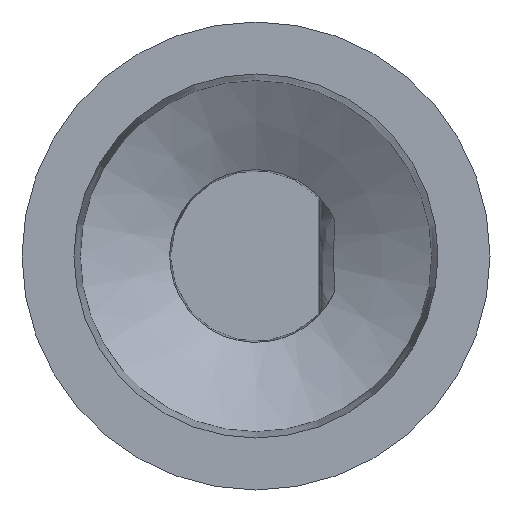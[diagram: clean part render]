
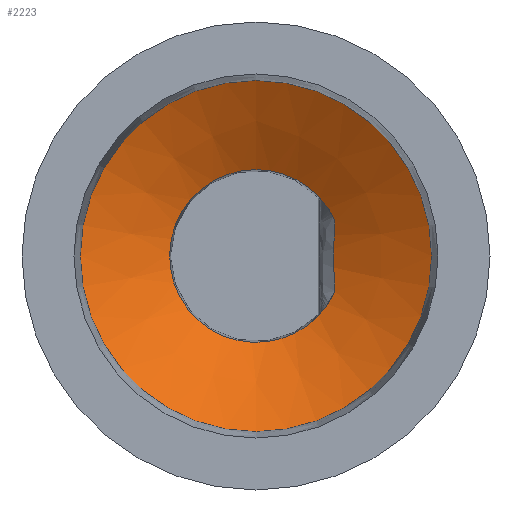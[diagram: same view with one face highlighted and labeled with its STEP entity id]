
A CAD part, front view. The second image highlights one B-rep face of the part: STEP entity #2223.
In plain terms, the highlighted conical face has half-angle 60 degrees and reference radius 4.536 mm.
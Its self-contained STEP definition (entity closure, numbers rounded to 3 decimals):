
#18=FACE_BOUND('',#510,.T.);
#47=CONICAL_SURFACE('',#2418,4.536,60.);
#124=B_SPLINE_CURVE_WITH_KNOTS('',3,(#4352,#4353,#4354,#4355,#4356),
 .UNSPECIFIED.,.F.,.F.,(4,1,4),(0.619,0.732,0.906),
 .UNSPECIFIED.);
#389=FACE_OUTER_BOUND('',#509,.T.);
#509=EDGE_LOOP('',(#1912));
#510=EDGE_LOOP('',(#1913,#1914));
#598=CIRCLE('',#2419,6.081);
#599=CIRCLE('',#2420,2.99);
#956=VERTEX_POINT('',#4338);
#957=VERTEX_POINT('',#4351);
#959=VERTEX_POINT('',#4383);
#1281=EDGE_CURVE('',#956,#957,#124,.T.);
#1284=EDGE_CURVE('',#959,#959,#598,.T.);
#1285=EDGE_CURVE('',#957,#956,#599,.T.);
#1912=ORIENTED_EDGE('',*,*,#1284,.T.);
#1913=ORIENTED_EDGE('',*,*,#1285,.F.);
#1914=ORIENTED_EDGE('',*,*,#1281,.F.);
#2223=ADVANCED_FACE('',(#389,#18),#47,.F.);
#2418=AXIS2_PLACEMENT_3D('',#4382,#2865,#2866);
#2419=AXIS2_PLACEMENT_3D('',#4384,#2867,#2868);
#2420=AXIS2_PLACEMENT_3D('',#4385,#2869,#2870);
#2865=DIRECTION('center_axis',(0.,-1.,0.));
#2866=DIRECTION('ref_axis',(0.,0.,1.));
#2867=DIRECTION('center_axis',(0.,-1.,0.));
#2868=DIRECTION('ref_axis',(1.,0.,0.));
#2869=DIRECTION('center_axis',(0.,-1.,0.));
#2870=DIRECTION('ref_axis',(0.,0.,1.));
#4338=CARTESIAN_POINT('',(-1.035,-3.269,-12.478));
#4351=CARTESIAN_POINT('',(-1.034,-3.272,-10.043));
#4352=CARTESIAN_POINT('Ctrl Pts',(-1.035,-3.269,-12.478));
#4353=CARTESIAN_POINT('Ctrl Pts',(-1.055,-3.182,-12.155));
#4354=CARTESIAN_POINT('Ctrl Pts',(-1.097,-3.029,-11.345));
#4355=CARTESIAN_POINT('Ctrl Pts',(-1.063,-3.141,-10.538));
#4356=CARTESIAN_POINT('Ctrl Pts',(-1.034,-3.272,-10.043));
#4382=CARTESIAN_POINT('Origin',(-3.766,-4.162,-11.261));
#4383=CARTESIAN_POINT('',(-3.766,-5.055,-5.18));
#4384=CARTESIAN_POINT('Origin',(-3.766,-5.055,-11.261));
#4385=CARTESIAN_POINT('Origin',(-3.766,-3.27,-11.261));
